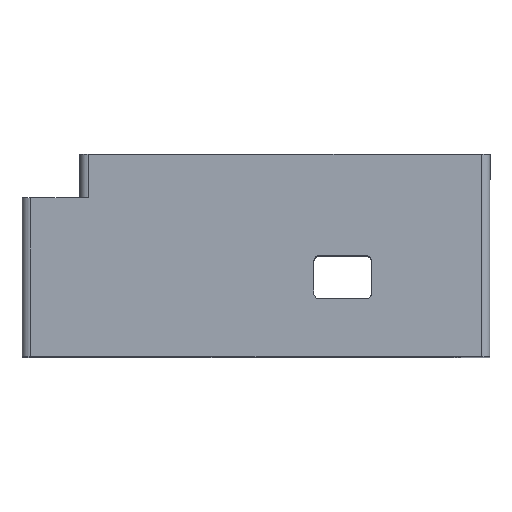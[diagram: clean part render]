
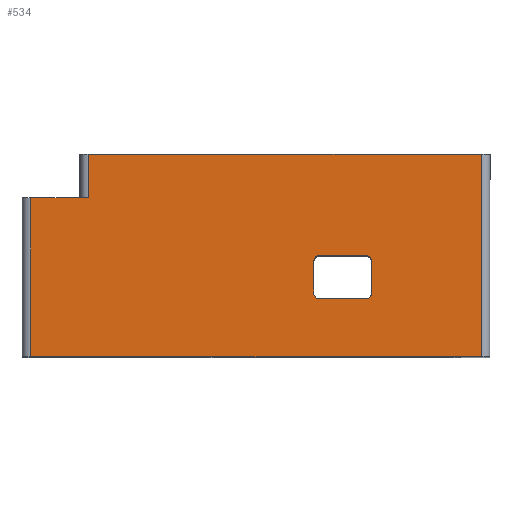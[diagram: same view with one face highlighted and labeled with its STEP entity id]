
A CAD part, top view. The second image highlights one B-rep face of the part: STEP entity #534.
In plain terms, the highlighted planar face has unit normal (0, 0, 1).
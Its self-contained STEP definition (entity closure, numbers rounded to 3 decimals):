
#31 = CARTESIAN_POINT ( 'NONE',  ( 138., -10., 0. ) ) ;
#113 = VECTOR ( 'NONE', #8265, 1000. ) ;
#271 = EDGE_CURVE ( 'NONE', #7483, #864, #8716, .T. ) ;
#378 = LINE ( 'NONE', #6123, #7106 ) ;
#394 = VERTEX_POINT ( 'NONE', #6053 ) ;
#484 = VERTEX_POINT ( 'NONE', #2445 ) ;
#534 = ADVANCED_FACE ( 'NONE', ( #8836, #1092 ), #3981, .F. ) ;
#567 = VERTEX_POINT ( 'NONE', #7406 ) ;
#601 = DIRECTION ( 'NONE',  ( 1., 0., 0. ) ) ;
#670 = DIRECTION ( 'NONE',  ( -1., 0., 0. ) ) ;
#802 = CARTESIAN_POINT ( 'NONE',  ( 236., 15., 0. ) ) ;
#839 = VERTEX_POINT ( 'NONE', #7302 ) ;
#864 = VERTEX_POINT ( 'NONE', #1374 ) ;
#884 = CARTESIAN_POINT ( 'NONE',  ( 294., -20., 0. ) ) ;
#935 = LINE ( 'NONE', #6727, #1031 ) ;
#1031 = VECTOR ( 'NONE', #5920, 1000. ) ;
#1084 = EDGE_CURVE ( 'NONE', #7626, #5951, #1392, .T. ) ;
#1092 = FACE_OUTER_BOUND ( 'NONE', #2054, .T. ) ;
#1176 = ORIENTED_EDGE ( 'NONE', *, *, #2680, .T. ) ;
#1259 = CARTESIAN_POINT ( 'NONE',  ( 238., 15., 0. ) ) ;
#1364 = CARTESIAN_POINT ( 'NONE',  ( 238., 2., 0. ) ) ;
#1374 = CARTESIAN_POINT ( 'NONE',  ( 138., -20., 0. ) ) ;
#1392 = CIRCLE ( 'NONE', #3971, 2. ) ;
#1479 = ORIENTED_EDGE ( 'NONE', *, *, #5271, .F. ) ;
#1627 = LINE ( 'NONE', #6760, #4021 ) ;
#1723 = DIRECTION ( 'NONE',  ( 0., 1., 0. ) ) ;
#1831 = DIRECTION ( 'NONE',  ( 0., -1., 0. ) ) ;
#1894 = DIRECTION ( 'NONE',  ( 1., 0., 0. ) ) ;
#1980 = EDGE_CURVE ( 'NONE', #394, #9137, #7301, .T. ) ;
#2054 = EDGE_LOOP ( 'NONE', ( #1479, #4936, #4488, #1176, #6462, #2295 ) ) ;
#2068 = LINE ( 'NONE', #2919, #2548 ) ;
#2217 = EDGE_CURVE ( 'NONE', #839, #9137, #5455, .T. ) ;
#2242 = AXIS2_PLACEMENT_3D ( 'NONE', #4856, #2690, #6873 ) ;
#2295 = ORIENTED_EDGE ( 'NONE', *, *, #9079, .T. ) ;
#2445 = CARTESIAN_POINT ( 'NONE',  ( 256., 2., 0. ) ) ;
#2466 = LINE ( 'NONE', #6743, #113 ) ;
#2525 = CARTESIAN_POINT ( 'NONE',  ( 138., 35., 0. ) ) ;
#2548 = VECTOR ( 'NONE', #6478, 1000. ) ;
#2680 = EDGE_CURVE ( 'NONE', #8705, #7897, #1627, .T. ) ;
#2690 = DIRECTION ( 'NONE',  ( 0., 0., -1. ) ) ;
#2854 = DIRECTION ( 'NONE',  ( 0., 0., -1. ) ) ;
#2919 = CARTESIAN_POINT ( 'NONE',  ( 256., 0., 0. ) ) ;
#3155 = LINE ( 'NONE', #6057, #4172 ) ;
#3204 = ORIENTED_EDGE ( 'NONE', *, *, #1980, .F. ) ;
#3334 = CARTESIAN_POINT ( 'NONE',  ( 238., 0., 0. ) ) ;
#3348 = EDGE_CURVE ( 'NONE', #839, #5951, #2466, .T. ) ;
#3515 = AXIS2_PLACEMENT_3D ( 'NONE', #7172, #8641, #5069 ) ;
#3674 = CARTESIAN_POINT ( 'NONE',  ( 236., 2., 0. ) ) ;
#3690 = DIRECTION ( 'NONE',  ( -1., 0., 0. ) ) ;
#3890 = ORIENTED_EDGE ( 'NONE', *, *, #4553, .T. ) ;
#3971 = AXIS2_PLACEMENT_3D ( 'NONE', #1364, #4252, #8673 ) ;
#3981 = PLANE ( 'NONE',  #4484 ) ;
#4021 = VECTOR ( 'NONE', #1723, 1000. ) ;
#4172 = VECTOR ( 'NONE', #1831, 1000. ) ;
#4218 = VECTOR ( 'NONE', #3690, 1000. ) ;
#4243 = CARTESIAN_POINT ( 'NONE',  ( 158., 50., 0. ) ) ;
#4252 = DIRECTION ( 'NONE',  ( 0., 0., -1. ) ) ;
#4265 = CIRCLE ( 'NONE', #3515, 2. ) ;
#4302 = EDGE_CURVE ( 'NONE', #8705, #864, #935, .T. ) ;
#4484 = AXIS2_PLACEMENT_3D ( 'NONE', #8172, #5981, #5269 ) ;
#4488 = ORIENTED_EDGE ( 'NONE', *, *, #4302, .F. ) ;
#4553 = EDGE_CURVE ( 'NONE', #484, #567, #5569, .T. ) ;
#4784 = VERTEX_POINT ( 'NONE', #4243 ) ;
#4804 = LINE ( 'NONE', #7673, #5531 ) ;
#4856 = CARTESIAN_POINT ( 'NONE',  ( 254., 2., 0. ) ) ;
#4865 = EDGE_CURVE ( 'NONE', #7626, #567, #2068, .T. ) ;
#4936 = ORIENTED_EDGE ( 'NONE', *, *, #271, .T. ) ;
#5069 = DIRECTION ( 'NONE',  ( -1., 0., 0. ) ) ;
#5122 = VECTOR ( 'NONE', #1894, 1000. ) ;
#5134 = EDGE_CURVE ( 'NONE', #484, #6578, #378, .T. ) ;
#5269 = DIRECTION ( 'NONE',  ( -1., 0., 0. ) ) ;
#5271 = EDGE_CURVE ( 'NONE', #7483, #6470, #8452, .T. ) ;
#5455 = CIRCLE ( 'NONE', #7882, 2. ) ;
#5531 = VECTOR ( 'NONE', #601, 1000. ) ;
#5569 = CIRCLE ( 'NONE', #2242, 2. ) ;
#5614 = CARTESIAN_POINT ( 'NONE',  ( 256., 13., 0. ) ) ;
#5769 = ORIENTED_EDGE ( 'NONE', *, *, #2217, .T. ) ;
#5920 = DIRECTION ( 'NONE',  ( -1., 0., 0. ) ) ;
#5951 = VERTEX_POINT ( 'NONE', #3674 ) ;
#5981 = DIRECTION ( 'NONE',  ( 0., 0., -1. ) ) ;
#6053 = CARTESIAN_POINT ( 'NONE',  ( 254., 15., 0. ) ) ;
#6057 = CARTESIAN_POINT ( 'NONE',  ( 158., -10., 0. ) ) ;
#6123 = CARTESIAN_POINT ( 'NONE',  ( 256., 15., 0. ) ) ;
#6411 = CARTESIAN_POINT ( 'NONE',  ( 238., 13., 0. ) ) ;
#6441 = DIRECTION ( 'NONE',  ( 0., -1., 0. ) ) ;
#6462 = ORIENTED_EDGE ( 'NONE', *, *, #9246, .F. ) ;
#6470 = VERTEX_POINT ( 'NONE', #7714 ) ;
#6478 = DIRECTION ( 'NONE',  ( 1., 0., 0. ) ) ;
#6578 = VERTEX_POINT ( 'NONE', #5614 ) ;
#6611 = ORIENTED_EDGE ( 'NONE', *, *, #8399, .T. ) ;
#6727 = CARTESIAN_POINT ( 'NONE',  ( 297., -20., 0. ) ) ;
#6743 = CARTESIAN_POINT ( 'NONE',  ( 236., 0., 0. ) ) ;
#6760 = CARTESIAN_POINT ( 'NONE',  ( 294., -10., 0. ) ) ;
#6873 = DIRECTION ( 'NONE',  ( -1., 0., 0. ) ) ;
#7106 = VECTOR ( 'NONE', #7451, 1000. ) ;
#7172 = CARTESIAN_POINT ( 'NONE',  ( 254., 13., 0. ) ) ;
#7301 = LINE ( 'NONE', #802, #4218 ) ;
#7302 = CARTESIAN_POINT ( 'NONE',  ( 236., 13., 0. ) ) ;
#7406 = CARTESIAN_POINT ( 'NONE',  ( 254., 0., 0. ) ) ;
#7451 = DIRECTION ( 'NONE',  ( 0., 1., 0. ) ) ;
#7483 = VERTEX_POINT ( 'NONE', #2525 ) ;
#7626 = VERTEX_POINT ( 'NONE', #3334 ) ;
#7673 = CARTESIAN_POINT ( 'NONE',  ( 0., 50., 0. ) ) ;
#7714 = CARTESIAN_POINT ( 'NONE',  ( 158., 35., 0. ) ) ;
#7790 = CARTESIAN_POINT ( 'NONE',  ( 155., 35., 0. ) ) ;
#7882 = AXIS2_PLACEMENT_3D ( 'NONE', #6411, #2854, #670 ) ;
#7897 = VERTEX_POINT ( 'NONE', #8049 ) ;
#7953 = ORIENTED_EDGE ( 'NONE', *, *, #1084, .T. ) ;
#8049 = CARTESIAN_POINT ( 'NONE',  ( 294., 50., 0. ) ) ;
#8091 = EDGE_LOOP ( 'NONE', ( #3204, #6611, #8540, #3890, #8696, #7953, #8178, #5769 ) ) ;
#8172 = CARTESIAN_POINT ( 'NONE',  ( 297., -10., 0. ) ) ;
#8178 = ORIENTED_EDGE ( 'NONE', *, *, #3348, .F. ) ;
#8265 = DIRECTION ( 'NONE',  ( 0., -1., 0. ) ) ;
#8399 = EDGE_CURVE ( 'NONE', #394, #6578, #4265, .T. ) ;
#8452 = LINE ( 'NONE', #7790, #5122 ) ;
#8540 = ORIENTED_EDGE ( 'NONE', *, *, #5134, .F. ) ;
#8641 = DIRECTION ( 'NONE',  ( 0., 0., -1. ) ) ;
#8673 = DIRECTION ( 'NONE',  ( -1., 0., 0. ) ) ;
#8696 = ORIENTED_EDGE ( 'NONE', *, *, #4865, .F. ) ;
#8705 = VERTEX_POINT ( 'NONE', #884 ) ;
#8716 = LINE ( 'NONE', #31, #9050 ) ;
#8836 = FACE_BOUND ( 'NONE', #8091, .T. ) ;
#9050 = VECTOR ( 'NONE', #6441, 1000. ) ;
#9079 = EDGE_CURVE ( 'NONE', #4784, #6470, #3155, .T. ) ;
#9137 = VERTEX_POINT ( 'NONE', #1259 ) ;
#9246 = EDGE_CURVE ( 'NONE', #4784, #7897, #4804, .T. ) ;
